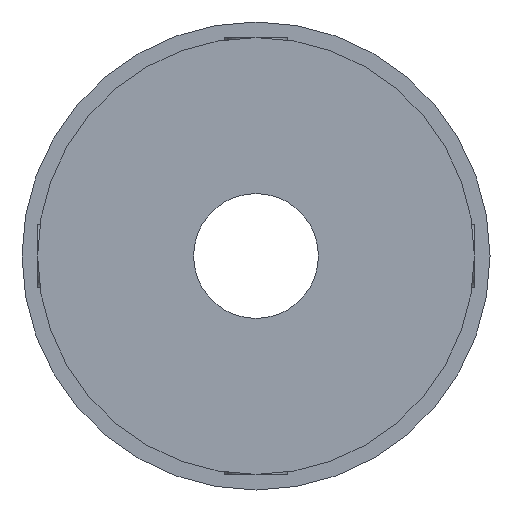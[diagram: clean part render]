
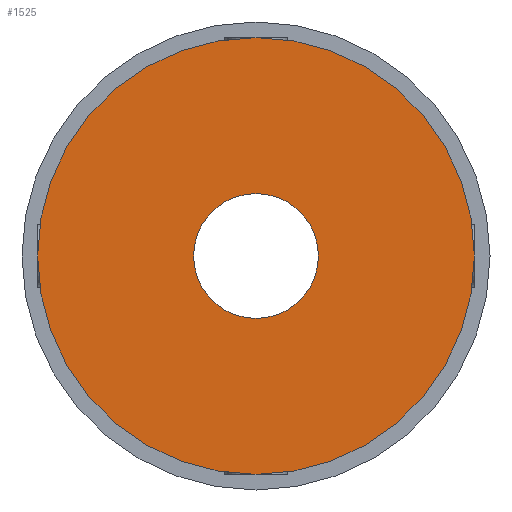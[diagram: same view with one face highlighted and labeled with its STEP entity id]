
A CAD part, left-side view. The second image highlights one B-rep face of the part: STEP entity #1525.
In plain terms, the highlighted planar face has unit normal (-1, 0, 0).
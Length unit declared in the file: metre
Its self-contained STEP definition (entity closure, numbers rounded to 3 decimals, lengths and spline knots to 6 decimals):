
#1407=VERTEX_POINT('',#1408);
#1408=CARTESIAN_POINT('',(-0.000997,-0.0,-0.002));
#1426=VERTEX_POINT('',#1427);
#1427=CARTESIAN_POINT('',(-0.000997,-0.0,0.002));
#1433=EDGE_CURVE('',#1407,#1426,#1434,.T.);
#1434=CIRCLE('',#1435,0.002);
#1435=AXIS2_PLACEMENT_3D('',#1436,#1437,#1438);
#1436=CARTESIAN_POINT('',(-0.000997,-0.0,0.0));
#1437=DIRECTION('',(1.0,0.,0.));
#1438=DIRECTION('',(0.,-0.0,-1.0));
#1449=VERTEX_POINT('',#1450);
#1450=CARTESIAN_POINT('',(-0.000997,-0.0,0.007));
#1458=EDGE_CURVE('',#1459,#1449,#1461,.T.);
#1459=VERTEX_POINT('',#1460);
#1460=CARTESIAN_POINT('',(-0.000997,-0.0,-0.007));
#1461=CIRCLE('',#1462,0.007);
#1462=AXIS2_PLACEMENT_3D('',#1463,#1464,#1465);
#1463=CARTESIAN_POINT('',(-0.000997,-0.0,0.0));
#1464=DIRECTION('',(-1.0,0.,0.));
#1465=DIRECTION('',(0.,-0.0,-1.0));
#1517=EDGE_CURVE('',#1449,#1459,#1518,.T.);
#1518=CIRCLE('',#1519,0.007);
#1519=AXIS2_PLACEMENT_3D('',#1520,#1521,#1522);
#1520=CARTESIAN_POINT('',(-0.000997,-0.0,0.0));
#1521=DIRECTION('',(-1.0,0.,0.));
#1522=DIRECTION('',(0.,0.0,1.0));
#1525=ADVANCED_FACE('',(#1531,#1541),#1526,.T.);
#1526=PLANE('',#1527);
#1527=AXIS2_PLACEMENT_3D('',#1528,#1529,#1530);
#1528=CARTESIAN_POINT('',(-0.000997,-0.0,0.0045));
#1529=DIRECTION('',(-1.0,0.,0.));
#1530=DIRECTION('',(0.,-0.0,-1.0));
#1531=FACE_BOUND('',#1532,.T.);
#1532=EDGE_LOOP('',(#1533,#1534));
#1533=ORIENTED_EDGE('',*,*,#1433,.T.);
#1534=ORIENTED_EDGE('',*,*,#1535,.T.);
#1535=EDGE_CURVE('',#1426,#1407,#1536,.T.);
#1536=CIRCLE('',#1537,0.002);
#1537=AXIS2_PLACEMENT_3D('',#1538,#1539,#1540);
#1538=CARTESIAN_POINT('',(-0.000997,-0.0,0.0));
#1539=DIRECTION('',(1.0,0.,0.));
#1540=DIRECTION('',(0.,0.0,1.0));
#1541=FACE_OUTER_BOUND('',#1542,.T.);
#1542=EDGE_LOOP('',(#1543,#1544));
#1543=ORIENTED_EDGE('',*,*,#1458,.T.);
#1544=ORIENTED_EDGE('',*,*,#1517,.T.);
